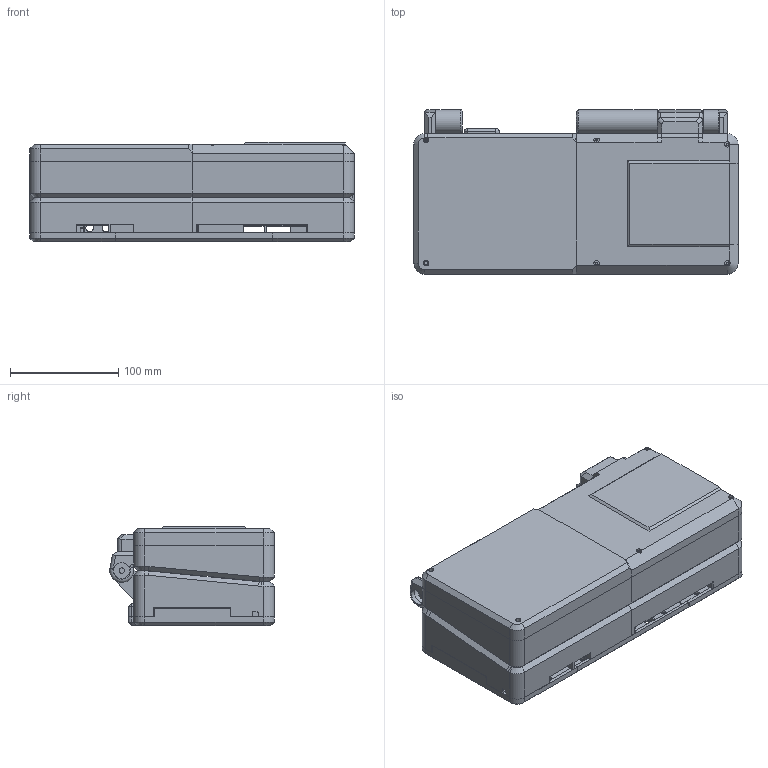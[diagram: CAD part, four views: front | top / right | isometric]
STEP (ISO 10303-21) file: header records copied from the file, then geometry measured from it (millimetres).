
FILE_DESCRIPTION(/* description */ (''),/* implementation_level */ '2;1');
FILE_NAME(/* name */ 'framework sando final.step',/* time_stamp */ '2022-09-07T17:20:32-06:00',/* author */ (''),/* organization */ (''),/* preprocessor_version */ 'ST-DEVELOPER v19',/* originating_system */ 'Autodesk Translation Framework v11.7.0.108',/* authorisation */ '');
FILE_SCHEMA (('AUTOMOTIVE_DESIGN { 1 0 10303 214 3 1 1 }'));
Length unit declared in the file: millimetre
Products named in the file (7): framework sando; fullcase v1; 8_FW_TOP_ASM_ASM; 9_FW_TOP_COVER_MAIN; 9_FW_TOP_COVER_RIGHT; 9_FW_TOP_COVER_LEFT; CONNECT_PIN
Assembly tree (15 placements, depth 4):
  framework sando
    fullcase v1
      8_FW_TOP_ASM_ASM
        9_FW_TOP_COVER_MAIN
        9_FW_TOP_COVER_RIGHT
        9_FW_TOP_COVER_LEFT
      CONNECT_PIN  x10
Bounding box: 299.63 x 151.85 x 91.61 mm (x, y, z)
Volume: 917404.8 mm3; surface area: 465580.3 mm2
Topology: 19 solids, 19 shells, 2043 faces, 5565 edges, 3617 vertices
Faces by surface type: plane 1289, cylinder 585, cone 144, bspline 13, torus 12
Full cylindrical faces by diameter (mm): 1.4 x5, 1.7 x3, 2 x10, 2.1 x1, 2.2 x1, 2.3 x19, 3 x2, 3.6 x2, 3.7 x1, 4 x2, 4.1 x2, 5 x143, 5.1 x2, 5.2 x16, 6 x2, 7 x2, 10 x49, 15 x1, 15.114 x1, 18 x1, 20 x4
Entity records: 58168 total; most frequent: CARTESIAN_POINT 10590, ORIENTED_EDGE 9802, DIRECTION 9729, EDGE_CURVE 4901, LINE 3547, VECTOR 3547, VERTEX_POINT 3185, AXIS2_PLACEMENT_3D 3091
